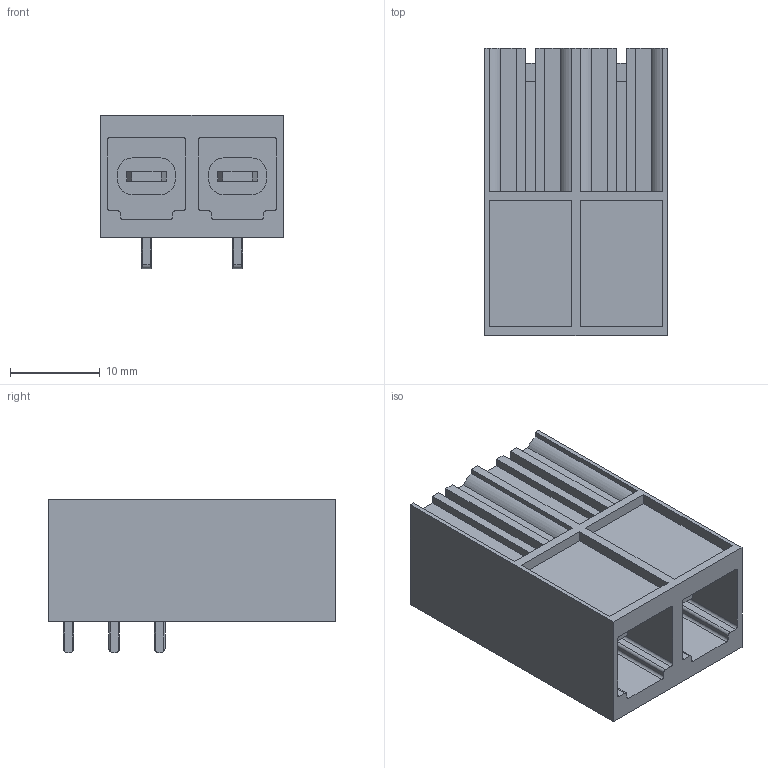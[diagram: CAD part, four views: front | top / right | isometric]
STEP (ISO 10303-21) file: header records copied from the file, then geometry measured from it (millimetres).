
FILE_DESCRIPTION(('CATIA V5 STEP Exchange','CAx-IF Rec.Pracs.--- Model Styling and Organization---1.2---2011-12-15'),'2;1');
FILE_NAME ('D1456668_0_1813490000_1813490000.stp','2018-11-29T14:56:42+00:00',('none'),('Weidmueller'),'CATIA Version 5-6 Release 2014','CATIA V5 STEP AP214','none');
FILE_SCHEMA(('AUTOMOTIVE_DESIGN { 1 0 10303 214 1 1 1 1 }'));
Length unit declared in the file: millimetre
Products named in the file (1): 1813490000
Bounding box: 20.32 x 32 x 17.1 mm (x, y, z)
Volume: 4062.3 mm3; surface area: 7206 mm2
Topology: 3 solids, 3 shells, 284 faces, 816 edges, 544 vertices
Faces by surface type: plane 240, cylinder 44
Entity records: 8608 total; most frequent: CARTESIAN_POINT 1658, ORIENTED_EDGE 1632, DIRECTION 1110, EDGE_CURVE 816, VECTOR 704, LINE 704, VERTEX_POINT 544, EDGE_LOOP 294
